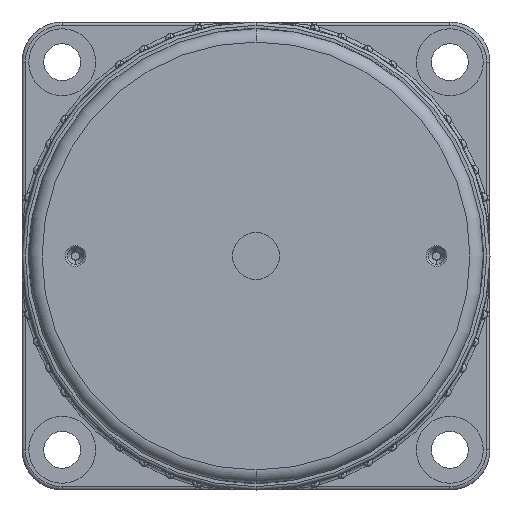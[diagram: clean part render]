
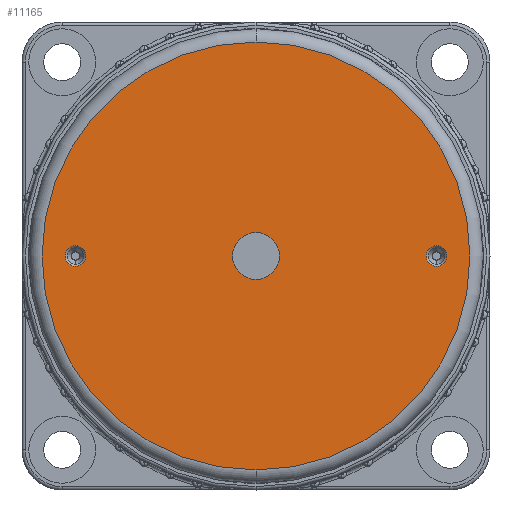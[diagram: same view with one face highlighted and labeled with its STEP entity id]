
A CAD part, left-side view. The second image highlights one B-rep face of the part: STEP entity #11165.
In plain terms, the highlighted planar face has unit normal (-1, 0, 0).
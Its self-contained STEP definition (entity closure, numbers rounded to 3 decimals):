
#86 = ORIENTED_EDGE ( 'NONE', *, *, #12646, .F. ) ;
#327 = EDGE_CURVE ( 'NONE', #11637, #8951, #4029, .T. ) ;
#343 = EDGE_CURVE ( 'NONE', #8372, #7881, #9209, .T. ) ;
#385 = EDGE_CURVE ( 'NONE', #11326, #6943, #11653, .T. ) ;
#391 = DIRECTION ( 'NONE',  ( 1., 0., 0. ) ) ;
#400 = EDGE_CURVE ( 'NONE', #13311, #12505, #526, .T. ) ;
#526 = CIRCLE ( 'NONE', #3840, 32. ) ;
#643 = DIRECTION ( 'NONE',  ( -1., 0., 0. ) ) ;
#777 = ORIENTED_EDGE ( 'NONE', *, *, #10739, .T. ) ;
#949 = CIRCLE ( 'NONE', #9030, 1.525 ) ;
#1647 = CARTESIAN_POINT ( 'NONE',  ( 0., 0., 3.5 ) ) ;
#2257 = DIRECTION ( 'NONE',  ( -1., 0., 0. ) ) ;
#2405 = CARTESIAN_POINT ( 'NONE',  ( 0., 0., 32. ) ) ;
#2583 = CARTESIAN_POINT ( 'NONE',  ( 0., 27., 0. ) ) ;
#2659 = DIRECTION ( 'NONE',  ( -1., 0., 0. ) ) ;
#2698 = CIRCLE ( 'NONE', #9627, 32. ) ;
#3301 = EDGE_LOOP ( 'NONE', ( #8153, #777 ) ) ;
#3613 = DIRECTION ( 'NONE',  ( 0., 0., 1. ) ) ;
#3840 = AXIS2_PLACEMENT_3D ( 'NONE', #8039, #7991, #7952 ) ;
#3916 = EDGE_LOOP ( 'NONE', ( #8616, #8275 ) ) ;
#3917 = AXIS2_PLACEMENT_3D ( 'NONE', #9196, #9148, #9097 ) ;
#3998 = AXIS2_PLACEMENT_3D ( 'NONE', #11034, #10994, #10857 ) ;
#4029 = CIRCLE ( 'NONE', #4088, 1.525 ) ;
#4088 = AXIS2_PLACEMENT_3D ( 'NONE', #11849, #11804, #11760 ) ;
#4237 = EDGE_LOOP ( 'NONE', ( #13062, #6348 ) ) ;
#5484 = PLANE ( 'NONE',  #13482 ) ;
#6317 = CARTESIAN_POINT ( 'NONE',  ( 0., 0., -3.5 ) ) ;
#6348 = ORIENTED_EDGE ( 'NONE', *, *, #13444, .F. ) ;
#6516 = CARTESIAN_POINT ( 'NONE',  ( 0., 0., 0. ) ) ;
#6770 = CARTESIAN_POINT ( 'NONE',  ( 0., -27., 0. ) ) ;
#6943 = VERTEX_POINT ( 'NONE', #6317 ) ;
#6966 = FACE_BOUND ( 'NONE', #10660, .T. ) ;
#7045 = CARTESIAN_POINT ( 'NONE',  ( 0., -27., 1.525 ) ) ;
#7292 = FACE_BOUND ( 'NONE', #4237, .T. ) ;
#7349 = CIRCLE ( 'NONE', #11748, 3.5 ) ;
#7515 = DIRECTION ( 'NONE',  ( 0., 0., -1. ) ) ;
#7755 = DIRECTION ( 'NONE',  ( 0., 0., 1. ) ) ;
#7881 = VERTEX_POINT ( 'NONE', #9062 ) ;
#7952 = DIRECTION ( 'NONE',  ( 0., 0., -1. ) ) ;
#7991 = DIRECTION ( 'NONE',  ( -1., 0., 0. ) ) ;
#8039 = CARTESIAN_POINT ( 'NONE',  ( 0., 0., 0. ) ) ;
#8153 = ORIENTED_EDGE ( 'NONE', *, *, #400, .T. ) ;
#8207 = CARTESIAN_POINT ( 'NONE',  ( 0., 0., -32. ) ) ;
#8275 = ORIENTED_EDGE ( 'NONE', *, *, #11680, .F. ) ;
#8366 = CARTESIAN_POINT ( 'NONE',  ( 0., 0., 0. ) ) ;
#8372 = VERTEX_POINT ( 'NONE', #7045 ) ;
#8616 = ORIENTED_EDGE ( 'NONE', *, *, #327, .F. ) ;
#8805 = CARTESIAN_POINT ( 'NONE',  ( 0., 0., 0. ) ) ;
#8951 = VERTEX_POINT ( 'NONE', #9416 ) ;
#9030 = AXIS2_PLACEMENT_3D ( 'NONE', #6770, #643, #7755 ) ;
#9062 = CARTESIAN_POINT ( 'NONE',  ( 0., -27., -1.525 ) ) ;
#9097 = DIRECTION ( 'NONE',  ( 0., 0., 1. ) ) ;
#9148 = DIRECTION ( 'NONE',  ( -1., 0., 0. ) ) ;
#9196 = CARTESIAN_POINT ( 'NONE',  ( 0., 0., 0. ) ) ;
#9209 = CIRCLE ( 'NONE', #3998, 1.525 ) ;
#9416 = CARTESIAN_POINT ( 'NONE',  ( 0., 27., -1.525 ) ) ;
#9478 = DIRECTION ( 'NONE',  ( 0., 0., -1. ) ) ;
#9627 = AXIS2_PLACEMENT_3D ( 'NONE', #8366, #2257, #9478 ) ;
#9635 = CARTESIAN_POINT ( 'NONE',  ( 0., 27., 1.525 ) ) ;
#9727 = CIRCLE ( 'NONE', #11663, 1.525 ) ;
#9831 = FACE_BOUND ( 'NONE', #3916, .T. ) ;
#9840 = DIRECTION ( 'NONE',  ( -1., 0., 0. ) ) ;
#9926 = DIRECTION ( 'NONE',  ( 0., 0., 1. ) ) ;
#10179 = FACE_OUTER_BOUND ( 'NONE', #3301, .T. ) ;
#10660 = EDGE_LOOP ( 'NONE', ( #11835, #86 ) ) ;
#10739 = EDGE_CURVE ( 'NONE', #12505, #13311, #2698, .T. ) ;
#10857 = DIRECTION ( 'NONE',  ( 0., 0., 1. ) ) ;
#10994 = DIRECTION ( 'NONE',  ( -1., 0., 0. ) ) ;
#11034 = CARTESIAN_POINT ( 'NONE',  ( 0., -27., 0. ) ) ;
#11165 = ADVANCED_FACE ( 'NONE', ( #9831, #7292, #6966, #10179 ), #5484, .F. ) ;
#11326 = VERTEX_POINT ( 'NONE', #1647 ) ;
#11637 = VERTEX_POINT ( 'NONE', #9635 ) ;
#11653 = CIRCLE ( 'NONE', #3917, 3.5 ) ;
#11663 = AXIS2_PLACEMENT_3D ( 'NONE', #2583, #9840, #3613 ) ;
#11680 = EDGE_CURVE ( 'NONE', #8951, #11637, #9727, .T. ) ;
#11748 = AXIS2_PLACEMENT_3D ( 'NONE', #8805, #2659, #9926 ) ;
#11760 = DIRECTION ( 'NONE',  ( 0., 0., 1. ) ) ;
#11804 = DIRECTION ( 'NONE',  ( -1., 0., 0. ) ) ;
#11835 = ORIENTED_EDGE ( 'NONE', *, *, #385, .F. ) ;
#11849 = CARTESIAN_POINT ( 'NONE',  ( 0., 27., 0. ) ) ;
#12505 = VERTEX_POINT ( 'NONE', #2405 ) ;
#12646 = EDGE_CURVE ( 'NONE', #6943, #11326, #7349, .T. ) ;
#13062 = ORIENTED_EDGE ( 'NONE', *, *, #343, .F. ) ;
#13311 = VERTEX_POINT ( 'NONE', #8207 ) ;
#13444 = EDGE_CURVE ( 'NONE', #7881, #8372, #949, .T. ) ;
#13482 = AXIS2_PLACEMENT_3D ( 'NONE', #6516, #391, #7515 ) ;
